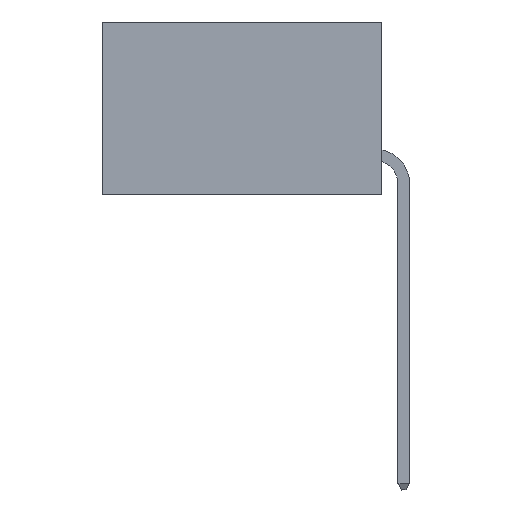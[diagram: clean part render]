
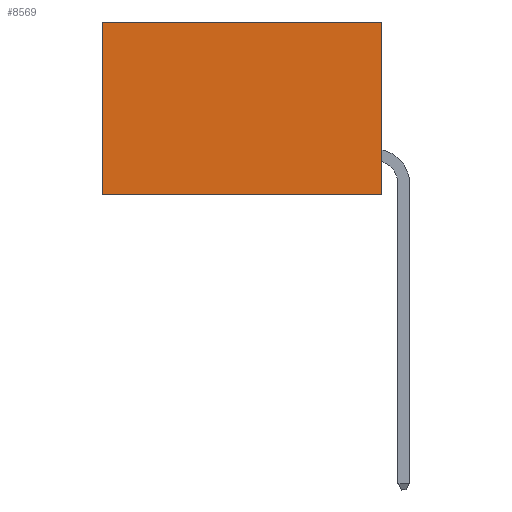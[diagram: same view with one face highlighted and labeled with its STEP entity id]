
A CAD part, left-side view. The second image highlights one B-rep face of the part: STEP entity #8569.
In plain terms, the highlighted planar face has unit normal (-1, 0, 0).
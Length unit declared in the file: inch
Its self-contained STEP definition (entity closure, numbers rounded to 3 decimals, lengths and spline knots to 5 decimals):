
#453 = EDGE_CURVE ( 'NONE', #3335, #7620, #530, .T. ) ;
#530 = LINE ( 'NONE', #8444, #9889 ) ;
#921 = EDGE_CURVE ( 'NONE', #7620, #2940, #949, .T. ) ;
#949 = LINE ( 'NONE', #4600, #4409 ) ;
#1045 = DIRECTION ( 'NONE',  ( 0., 1., 0. ) ) ;
#1572 = DIRECTION ( 'NONE',  ( 0., 0., -1. ) ) ;
#2219 = DIRECTION ( 'NONE',  ( 1., 0., 0. ) ) ;
#2940 = VERTEX_POINT ( 'NONE', #11212 ) ;
#3135 = CARTESIAN_POINT ( 'NONE',  ( 0.2875, 0., 0. ) ) ;
#3232 = VECTOR ( 'NONE', #1045, 39.37008 ) ;
#3335 = VERTEX_POINT ( 'NONE', #4215 ) ;
#3462 = LINE ( 'NONE', #9000, #7290 ) ;
#4215 = CARTESIAN_POINT ( 'NONE',  ( 0.2875, 0., 0. ) ) ;
#4409 = VECTOR ( 'NONE', #8533, 39.37008 ) ;
#4600 = CARTESIAN_POINT ( 'NONE',  ( 0.2875, 0.6, 0. ) ) ;
#5084 = VERTEX_POINT ( 'NONE', #8662 ) ;
#5777 = AXIS2_PLACEMENT_3D ( 'NONE', #3135, #2219, #1572 ) ;
#6180 = ORIENTED_EDGE ( 'NONE', *, *, #10071, .F. ) ;
#6769 = LINE ( 'NONE', #11501, #3232 ) ;
#6793 = ORIENTED_EDGE ( 'NONE', *, *, #921, .T. ) ;
#6929 = EDGE_CURVE ( 'NONE', #5084, #2940, #6769, .T. ) ;
#7064 = CARTESIAN_POINT ( 'NONE',  ( 0.2875, 0.6, 0. ) ) ;
#7290 = VECTOR ( 'NONE', #8833, 39.37008 ) ;
#7620 = VERTEX_POINT ( 'NONE', #7064 ) ;
#8444 = CARTESIAN_POINT ( 'NONE',  ( 0.2875, 0., 0. ) ) ;
#8533 = DIRECTION ( 'NONE',  ( 0., 0., -1. ) ) ;
#8569 = ADVANCED_FACE ( 'NONE', ( #12045 ), #8782, .F. ) ;
#8662 = CARTESIAN_POINT ( 'NONE',  ( 0.2875, 0., -0.37 ) ) ;
#8687 = EDGE_LOOP ( 'NONE', ( #6793, #11539, #6180, #11365 ) ) ;
#8782 = PLANE ( 'NONE',  #5777 ) ;
#8833 = DIRECTION ( 'NONE',  ( 0., 0., -1. ) ) ;
#9000 = CARTESIAN_POINT ( 'NONE',  ( 0.2875, 0., 0. ) ) ;
#9889 = VECTOR ( 'NONE', #11406, 39.37008 ) ;
#10071 = EDGE_CURVE ( 'NONE', #3335, #5084, #3462, .T. ) ;
#11212 = CARTESIAN_POINT ( 'NONE',  ( 0.2875, 0.6, -0.37 ) ) ;
#11365 = ORIENTED_EDGE ( 'NONE', *, *, #453, .T. ) ;
#11406 = DIRECTION ( 'NONE',  ( 0., 1., 0. ) ) ;
#11501 = CARTESIAN_POINT ( 'NONE',  ( 0.2875, 0., -0.37 ) ) ;
#11539 = ORIENTED_EDGE ( 'NONE', *, *, #6929, .F. ) ;
#12045 = FACE_OUTER_BOUND ( 'NONE', #8687, .T. ) ;
